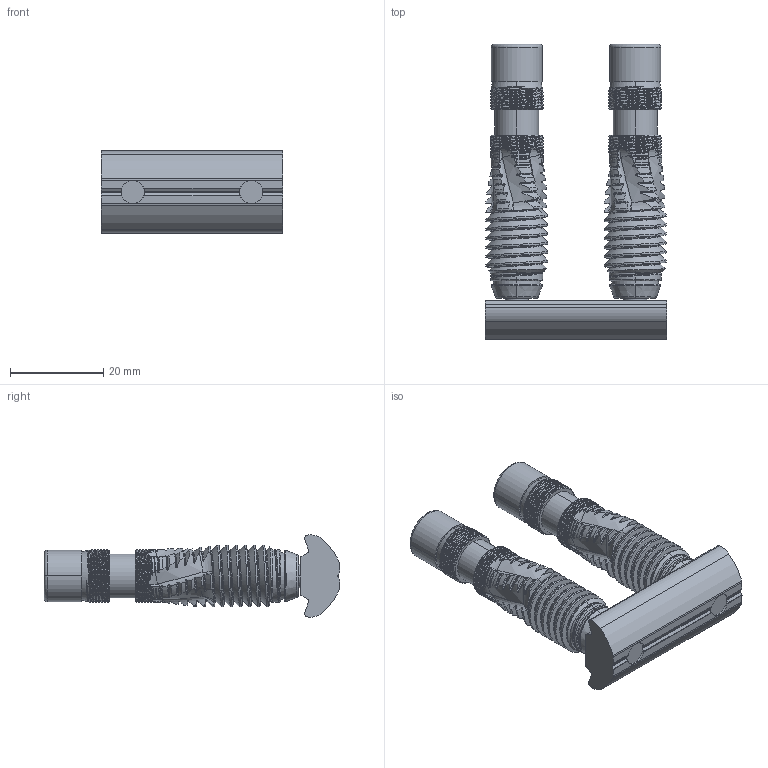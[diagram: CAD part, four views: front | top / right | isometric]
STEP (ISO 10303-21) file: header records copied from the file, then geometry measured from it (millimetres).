
FILE_DESCRIPTION (( 'STEP AP214' ), '1' );
FILE_NAME ('40-6 Standard Double Threaded Insert Kit.STEP', '2020-03-09T18:07:37', ( '' ), ( '' ), 'SwSTEP 2.0', 'SolidWorks 2019', '' );
FILE_SCHEMA (( 'AUTOMOTIVE_DESIGN' ));
Length unit declared in the file: millimetre
Products named in the file (1): 40-6 Standard Double Threaded Insert Kit
Bounding box: 39 x 63.36 x 17.65 mm (x, y, z)
Volume: 13784.9 mm3; surface area: 11806.3 mm2
Topology: 5 solids, 5 shells, 963 faces, 2699 edges, 1764 vertices
Faces by surface type: bspline 444, cylinder 250, plane 117, cone 110, torus 42
Entity records: 506651 total; most frequent: CARTESIAN_POINT 487881, ORIENTED_EDGE 5398, EDGE_CURVE 2699, DIRECTION 2015, VERTEX_POINT 1764, B_SPLINE_CURVE_WITH_KNOTS 1390, EDGE_LOOP 989, FACE_OUTER_BOUND 963
